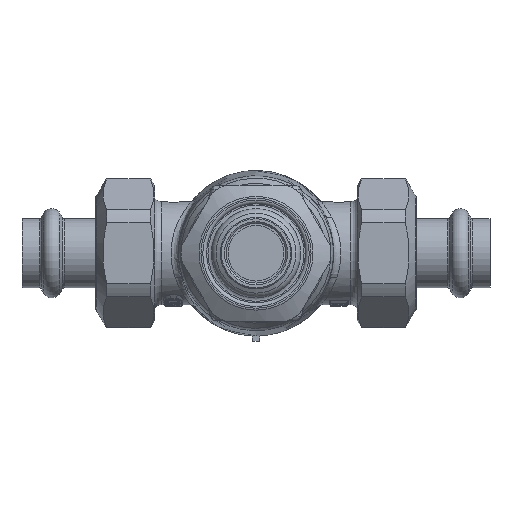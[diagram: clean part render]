
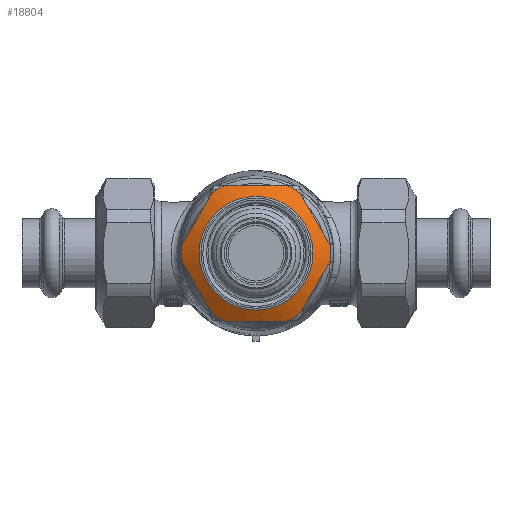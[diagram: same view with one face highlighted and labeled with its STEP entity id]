
A CAD part, front view. The second image highlights one B-rep face of the part: STEP entity #18804.
In plain terms, the highlighted conical face has half-angle 60 degrees and reference radius 17.78 mm.
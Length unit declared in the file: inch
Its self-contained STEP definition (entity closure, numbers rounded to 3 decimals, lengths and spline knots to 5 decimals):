
#47=(
BOUNDED_CURVE()
B_SPLINE_CURVE(2,(#84918,#84919,#84920),.UNSPECIFIED.,.F.,.F.)
B_SPLINE_CURVE_WITH_KNOTS((3,3),(0.,1.67512),.UNSPECIFIED.)
CURVE()
GEOMETRIC_REPRESENTATION_ITEM()
RATIONAL_B_SPLINE_CURVE((1.,1.096,1.))
REPRESENTATION_ITEM('')
);
#48=(
BOUNDED_CURVE()
B_SPLINE_CURVE(2,(#84924,#84925,#84926),.UNSPECIFIED.,.F.,.F.)
B_SPLINE_CURVE_WITH_KNOTS((3,3),(0.,1.67512),.UNSPECIFIED.)
CURVE()
GEOMETRIC_REPRESENTATION_ITEM()
RATIONAL_B_SPLINE_CURVE((1.,1.096,1.))
REPRESENTATION_ITEM('')
);
#49=(
BOUNDED_CURVE()
B_SPLINE_CURVE(2,(#84930,#84931,#84932),.UNSPECIFIED.,.F.,.F.)
B_SPLINE_CURVE_WITH_KNOTS((3,3),(0.,1.67512),.UNSPECIFIED.)
CURVE()
GEOMETRIC_REPRESENTATION_ITEM()
RATIONAL_B_SPLINE_CURVE((1.,1.096,1.))
REPRESENTATION_ITEM('')
);
#50=(
BOUNDED_CURVE()
B_SPLINE_CURVE(2,(#84936,#84937,#84938),.UNSPECIFIED.,.F.,.F.)
B_SPLINE_CURVE_WITH_KNOTS((3,3),(0.,1.67512),.UNSPECIFIED.)
CURVE()
GEOMETRIC_REPRESENTATION_ITEM()
RATIONAL_B_SPLINE_CURVE((1.,1.096,1.))
REPRESENTATION_ITEM('')
);
#51=(
BOUNDED_CURVE()
B_SPLINE_CURVE(2,(#84942,#84943,#84944),.UNSPECIFIED.,.F.,.F.)
B_SPLINE_CURVE_WITH_KNOTS((3,3),(0.,1.67512),.UNSPECIFIED.)
CURVE()
GEOMETRIC_REPRESENTATION_ITEM()
RATIONAL_B_SPLINE_CURVE((1.,1.096,1.))
REPRESENTATION_ITEM('')
);
#52=(
BOUNDED_CURVE()
B_SPLINE_CURVE(2,(#84948,#84949,#84950),.UNSPECIFIED.,.F.,.F.)
B_SPLINE_CURVE_WITH_KNOTS((3,3),(0.,1.67512),.UNSPECIFIED.)
CURVE()
GEOMETRIC_REPRESENTATION_ITEM()
RATIONAL_B_SPLINE_CURVE((1.,1.096,1.))
REPRESENTATION_ITEM('')
);
#982=CONICAL_SURFACE('',#20777,0.7,1.047);
#2312=FACE_OUTER_BOUND('',#3534,.T.);
#3534=EDGE_LOOP('',(#16070,#16071,#16072,#16073,#16074,#16075,#16076,#16077,
#16078,#16079,#16080,#16081,#16082,#16083,#16084,#16085));
#4560=CIRCLE('',#20774,0.60928);
#4562=CIRCLE('',#20778,0.8);
#4563=CIRCLE('',#20779,0.8);
#4564=CIRCLE('',#20780,0.8);
#4565=CIRCLE('',#20781,0.8);
#4566=CIRCLE('',#20782,0.8);
#4567=CIRCLE('',#20783,0.8);
#4568=CIRCLE('',#20784,0.8);
#5362=LINE('',#84914,#6135);
#6135=VECTOR('',#25312,0.7);
#8225=VERTEX_POINT('',#84906);
#8227=VERTEX_POINT('',#84913);
#8228=VERTEX_POINT('',#84915);
#8229=VERTEX_POINT('',#84917);
#8230=VERTEX_POINT('',#84921);
#8231=VERTEX_POINT('',#84923);
#8232=VERTEX_POINT('',#84927);
#8233=VERTEX_POINT('',#84929);
#8234=VERTEX_POINT('',#84933);
#8235=VERTEX_POINT('',#84935);
#8236=VERTEX_POINT('',#84939);
#8237=VERTEX_POINT('',#84941);
#8238=VERTEX_POINT('',#84945);
#8239=VERTEX_POINT('',#84947);
#10847=EDGE_CURVE('',#8225,#8225,#4560,.T.);
#10849=EDGE_CURVE('',#8225,#8227,#5362,.T.);
#10850=EDGE_CURVE('',#8228,#8227,#4562,.T.);
#10851=EDGE_CURVE('',#8229,#8228,#47,.T.);
#10852=EDGE_CURVE('',#8230,#8229,#4563,.T.);
#10853=EDGE_CURVE('',#8231,#8230,#48,.T.);
#10854=EDGE_CURVE('',#8232,#8231,#4564,.T.);
#10855=EDGE_CURVE('',#8233,#8232,#49,.T.);
#10856=EDGE_CURVE('',#8234,#8233,#4565,.T.);
#10857=EDGE_CURVE('',#8235,#8234,#50,.T.);
#10858=EDGE_CURVE('',#8236,#8235,#4566,.T.);
#10859=EDGE_CURVE('',#8237,#8236,#51,.T.);
#10860=EDGE_CURVE('',#8238,#8237,#4567,.T.);
#10861=EDGE_CURVE('',#8239,#8238,#52,.T.);
#10862=EDGE_CURVE('',#8227,#8239,#4568,.T.);
#16070=ORIENTED_EDGE('',*,*,#10847,.F.);
#16071=ORIENTED_EDGE('',*,*,#10849,.T.);
#16072=ORIENTED_EDGE('',*,*,#10850,.F.);
#16073=ORIENTED_EDGE('',*,*,#10851,.F.);
#16074=ORIENTED_EDGE('',*,*,#10852,.F.);
#16075=ORIENTED_EDGE('',*,*,#10853,.F.);
#16076=ORIENTED_EDGE('',*,*,#10854,.F.);
#16077=ORIENTED_EDGE('',*,*,#10855,.F.);
#16078=ORIENTED_EDGE('',*,*,#10856,.F.);
#16079=ORIENTED_EDGE('',*,*,#10857,.F.);
#16080=ORIENTED_EDGE('',*,*,#10858,.F.);
#16081=ORIENTED_EDGE('',*,*,#10859,.F.);
#16082=ORIENTED_EDGE('',*,*,#10860,.F.);
#16083=ORIENTED_EDGE('',*,*,#10861,.F.);
#16084=ORIENTED_EDGE('',*,*,#10862,.F.);
#16085=ORIENTED_EDGE('',*,*,#10849,.F.);
#18804=ADVANCED_FACE('',(#2312),#982,.T.);
#20774=AXIS2_PLACEMENT_3D('',#84908,#25304,#25305);
#20777=AXIS2_PLACEMENT_3D('',#84912,#25310,#25311);
#20778=AXIS2_PLACEMENT_3D('',#84916,#25313,#25314);
#20779=AXIS2_PLACEMENT_3D('',#84922,#25315,#25316);
#20780=AXIS2_PLACEMENT_3D('',#84928,#25317,#25318);
#20781=AXIS2_PLACEMENT_3D('',#84934,#25319,#25320);
#20782=AXIS2_PLACEMENT_3D('',#84940,#25321,#25322);
#20783=AXIS2_PLACEMENT_3D('',#84946,#25323,#25324);
#20784=AXIS2_PLACEMENT_3D('',#84951,#25325,#25326);
#25304=DIRECTION('center_axis',(0.,0.,
1.));
#25305=DIRECTION('ref_axis',(-1.,0.,0.));
#25310=DIRECTION('center_axis',(0.,0.,-1.));
#25311=DIRECTION('ref_axis',(1.,0.,0.));
#25312=DIRECTION('',(-0.866,0.,-0.5));
#25313=DIRECTION('center_axis',(0.,0.,-1.));
#25314=DIRECTION('ref_axis',(-1.,0.,0.));
#25315=DIRECTION('center_axis',(0.,0.,-1.));
#25316=DIRECTION('ref_axis',(-1.,0.,0.));
#25317=DIRECTION('center_axis',(0.,0.,-1.));
#25318=DIRECTION('ref_axis',(-1.,0.,0.));
#25319=DIRECTION('center_axis',(0.,0.,-1.));
#25320=DIRECTION('ref_axis',(-1.,0.,0.));
#25321=DIRECTION('center_axis',(0.,0.,-1.));
#25322=DIRECTION('ref_axis',(-1.,0.,0.));
#25323=DIRECTION('center_axis',(0.,0.,-1.));
#25324=DIRECTION('ref_axis',(-1.,0.,0.));
#25325=DIRECTION('center_axis',(0.,0.,-1.));
#25326=DIRECTION('ref_axis',(-1.,0.,0.));
#84906=CARTESIAN_POINT('',(-0.60928,0.,0.62464));
#84908=CARTESIAN_POINT('Origin',(0.,0.,
0.62464));
#84912=CARTESIAN_POINT('Origin',(0.,0.,0.57226));
#84913=CARTESIAN_POINT('',(-0.8,0.,0.51453));
#84914=CARTESIAN_POINT('',(-0.7,0.,0.57226));
#84915=CARTESIAN_POINT('',(-0.79583,-0.08158,0.51453));
#84916=CARTESIAN_POINT('Origin',(0.,0.,0.51453));
#84917=CARTESIAN_POINT('',(-0.46857,-0.64842,0.51453));
#84918=CARTESIAN_POINT('Ctrl Pts',(-0.46857,-0.64842,
0.51453));
#84919=CARTESIAN_POINT('Ctrl Pts',(-0.6322,-0.365,0.59182));
#84920=CARTESIAN_POINT('Ctrl Pts',(-0.79583,-0.08158,
0.51453));
#84921=CARTESIAN_POINT('',(-0.32726,-0.73,0.51453));
#84922=CARTESIAN_POINT('Origin',(0.,0.,0.51453));
#84923=CARTESIAN_POINT('',(0.32726,-0.73,0.51453));
#84924=CARTESIAN_POINT('Ctrl Pts',(0.32726,-0.73,0.51453));
#84925=CARTESIAN_POINT('Ctrl Pts',(0.,-0.73,0.59182));
#84926=CARTESIAN_POINT('Ctrl Pts',(-0.32726,-0.73,0.51453));
#84927=CARTESIAN_POINT('',(0.46857,-0.64842,0.51453));
#84928=CARTESIAN_POINT('Origin',(0.,0.,0.51453));
#84929=CARTESIAN_POINT('',(0.79583,-0.08158,0.51453));
#84930=CARTESIAN_POINT('Ctrl Pts',(0.79583,-0.08158,
0.51453));
#84931=CARTESIAN_POINT('Ctrl Pts',(0.6322,-0.365,
0.59182));
#84932=CARTESIAN_POINT('Ctrl Pts',(0.46857,-0.64842,
0.51453));
#84933=CARTESIAN_POINT('',(0.79583,0.08158,0.51453));
#84934=CARTESIAN_POINT('Origin',(0.,0.,0.51453));
#84935=CARTESIAN_POINT('',(0.46857,0.64842,0.51453));
#84936=CARTESIAN_POINT('Ctrl Pts',(0.46857,0.64842,
0.51453));
#84937=CARTESIAN_POINT('Ctrl Pts',(0.6322,0.365,0.59182));
#84938=CARTESIAN_POINT('Ctrl Pts',(0.79583,0.08158,
0.51453));
#84939=CARTESIAN_POINT('',(0.32726,0.73,0.51453));
#84940=CARTESIAN_POINT('Origin',(0.,0.,0.51453));
#84941=CARTESIAN_POINT('',(-0.32726,0.73,0.51453));
#84942=CARTESIAN_POINT('Ctrl Pts',(-0.32726,0.73,
0.51453));
#84943=CARTESIAN_POINT('Ctrl Pts',(0.,0.73,0.59182));
#84944=CARTESIAN_POINT('Ctrl Pts',(0.32726,0.73,0.51453));
#84945=CARTESIAN_POINT('',(-0.46857,0.64842,0.51453));
#84946=CARTESIAN_POINT('Origin',(0.,0.,0.51453));
#84947=CARTESIAN_POINT('',(-0.79583,0.08158,0.51453));
#84948=CARTESIAN_POINT('Ctrl Pts',(-0.79583,0.08158,
0.51453));
#84949=CARTESIAN_POINT('Ctrl Pts',(-0.6322,0.365,
0.59182));
#84950=CARTESIAN_POINT('Ctrl Pts',(-0.46857,0.64842,
0.51453));
#84951=CARTESIAN_POINT('Origin',(0.,0.,0.51453));
